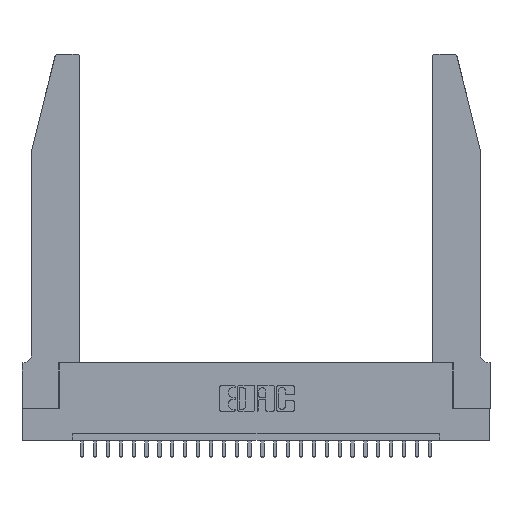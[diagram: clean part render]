
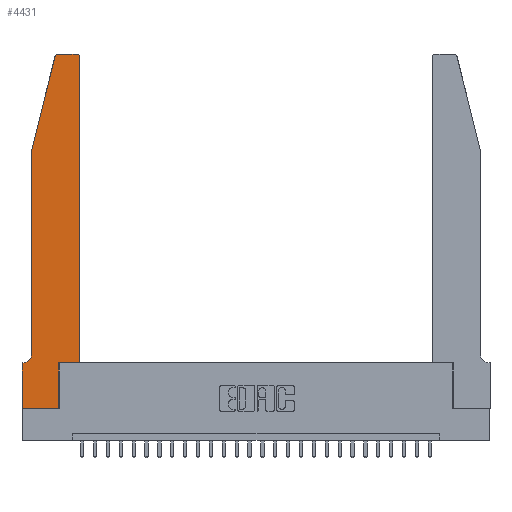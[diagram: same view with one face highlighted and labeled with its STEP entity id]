
A CAD part, top view. The second image highlights one B-rep face of the part: STEP entity #4431.
In plain terms, the highlighted planar face has unit normal (0, 0, 1).
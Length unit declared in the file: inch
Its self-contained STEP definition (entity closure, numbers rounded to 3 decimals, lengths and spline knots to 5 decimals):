
#264 = CARTESIAN_POINT ( 'NONE',  ( 0.4205, 2.75, 0.37 ) ) ;
#286 = CARTESIAN_POINT ( 'NONE',  ( 0., 0., 0.37 ) ) ;
#400 = DIRECTION ( 'NONE',  ( -1., 0., 0. ) ) ;
#500 = VERTEX_POINT ( 'NONE', #26373 ) ;
#510 = EDGE_CURVE ( 'NONE', #21427, #12150, #15619, .T. ) ;
#1998 = CIRCLE ( 'NONE', #18704, 0.07 ) ;
#2261 = ORIENTED_EDGE ( 'NONE', *, *, #21623, .T. ) ;
#3035 = CIRCLE ( 'NONE', #25506, 0.03 ) ;
#3177 = DIRECTION ( 'NONE',  ( 0., 1., 0. ) ) ;
#3514 = DIRECTION ( 'NONE',  ( 0., 0., 1. ) ) ;
#3780 = CARTESIAN_POINT ( 'NONE',  ( 0.4205, 2.72, 0.37 ) ) ;
#3894 = VECTOR ( 'NONE', #17882, 39.37008 ) ;
#4245 = DIRECTION ( 'NONE',  ( 1., 0., 0. ) ) ;
#4431 = ADVANCED_FACE ( 'NONE', ( #14502 ), #21157, .T. ) ;
#4863 = CARTESIAN_POINT ( 'NONE',  ( 0.4505, 0.35, 0.37 ) ) ;
#5244 = CARTESIAN_POINT ( 'NONE',  ( 0., 0.35, 0.37 ) ) ;
#5250 = VERTEX_POINT ( 'NONE', #18798 ) ;
#5261 = VERTEX_POINT ( 'NONE', #27322 ) ;
#5589 = DIRECTION ( 'NONE',  ( -1., 0., 0. ) ) ;
#5592 = DIRECTION ( 'NONE',  ( 1., 0., 0. ) ) ;
#5968 = DIRECTION ( 'NONE',  ( 0., 0., 1. ) ) ;
#6070 = ORIENTED_EDGE ( 'NONE', *, *, #510, .T. ) ;
#6459 = DIRECTION ( 'NONE',  ( -1., 0., 0. ) ) ;
#6868 = VERTEX_POINT ( 'NONE', #264 ) ;
#7138 = CARTESIAN_POINT ( 'NONE',  ( 0., 0., 0.37 ) ) ;
#7182 = AXIS2_PLACEMENT_3D ( 'NONE', #3780, #5968, #20871 ) ;
#7487 = EDGE_CURVE ( 'NONE', #5250, #15518, #16339, .T. ) ;
#7545 = CIRCLE ( 'NONE', #7182, 0.03 ) ;
#8421 = LINE ( 'NONE', #13934, #26367 ) ;
#8794 = DIRECTION ( 'NONE',  ( 0., 0., 1. ) ) ;
#9084 = ORIENTED_EDGE ( 'NONE', *, *, #17510, .T. ) ;
#9617 = VECTOR ( 'NONE', #4245, 39.37008 ) ;
#10584 = ORIENTED_EDGE ( 'NONE', *, *, #22182, .T. ) ;
#10633 = EDGE_CURVE ( 'NONE', #500, #5261, #15264, .T. ) ;
#10719 = CARTESIAN_POINT ( 'NONE',  ( 0.0055, 0.42, 0.37 ) ) ;
#10736 = ORIENTED_EDGE ( 'NONE', *, *, #10633, .T. ) ;
#10983 = CARTESIAN_POINT ( 'NONE',  ( 0.25487, 2.72718, 0.37 ) ) ;
#11276 = VECTOR ( 'NONE', #22042, 39.37008 ) ;
#11950 = CARTESIAN_POINT ( 'NONE',  ( 0.0755, 0.35, 0.37 ) ) ;
#12004 = CARTESIAN_POINT ( 'NONE',  ( 0.0755, 0.42, 0.37 ) ) ;
#12150 = VERTEX_POINT ( 'NONE', #12004 ) ;
#13606 = CARTESIAN_POINT ( 'NONE',  ( 0.2605, 2.75, 0.37 ) ) ;
#13765 = LINE ( 'NONE', #7138, #11276 ) ;
#13934 = CARTESIAN_POINT ( 'NONE',  ( 0.2865, 0.35, 0.37 ) ) ;
#14078 = CARTESIAN_POINT ( 'NONE',  ( 0.4505, 2.72, 0.37 ) ) ;
#14143 = VERTEX_POINT ( 'NONE', #14447 ) ;
#14447 = CARTESIAN_POINT ( 'NONE',  ( 0.0055, 0.35, 0.37 ) ) ;
#14502 = FACE_OUTER_BOUND ( 'NONE', #21368, .T. ) ;
#14508 = EDGE_CURVE ( 'NONE', #14143, #16865, #17730, .T. ) ;
#14741 = EDGE_CURVE ( 'NONE', #5261, #20429, #8421, .T. ) ;
#15098 = DIRECTION ( 'NONE',  ( 1., 0., 0. ) ) ;
#15153 = CARTESIAN_POINT ( 'NONE',  ( 0.4505, 0.35, 0.37 ) ) ;
#15264 = LINE ( 'NONE', #286, #9617 ) ;
#15275 = LINE ( 'NONE', #22558, #27351 ) ;
#15296 = LINE ( 'NONE', #13606, #20615 ) ;
#15518 = VERTEX_POINT ( 'NONE', #14078 ) ;
#15619 = LINE ( 'NONE', #17894, #16720 ) ;
#15886 = AXIS2_PLACEMENT_3D ( 'NONE', #23560, #8794, #15098 ) ;
#16252 = EDGE_CURVE ( 'NONE', #16865, #500, #13765, .T. ) ;
#16339 = LINE ( 'NONE', #4863, #3894 ) ;
#16720 = VECTOR ( 'NONE', #22234, 39.37008 ) ;
#16865 = VERTEX_POINT ( 'NONE', #5244 ) ;
#17238 = ORIENTED_EDGE ( 'NONE', *, *, #17628, .T. ) ;
#17239 = DIRECTION ( 'NONE',  ( 1., 0., 0. ) ) ;
#17424 = ORIENTED_EDGE ( 'NONE', *, *, #25089, .T. ) ;
#17510 = EDGE_CURVE ( 'NONE', #6868, #19162, #15296, .T. ) ;
#17628 = EDGE_CURVE ( 'NONE', #26812, #21427, #15275, .T. ) ;
#17730 = LINE ( 'NONE', #11950, #25742 ) ;
#17882 = DIRECTION ( 'NONE',  ( 0., 1., 0. ) ) ;
#17893 = LINE ( 'NONE', #15153, #21546 ) ;
#17894 = CARTESIAN_POINT ( 'NONE',  ( 0.0755, 2., 0.37 ) ) ;
#18113 = DIRECTION ( 'NONE',  ( -0.239, -0.971, 0. ) ) ;
#18414 = ORIENTED_EDGE ( 'NONE', *, *, #14508, .T. ) ;
#18704 = AXIS2_PLACEMENT_3D ( 'NONE', #10719, #25621, #6459 ) ;
#18798 = CARTESIAN_POINT ( 'NONE',  ( 0.4505, 0.35, 0.37 ) ) ;
#18952 = EDGE_CURVE ( 'NONE', #15518, #6868, #7545, .T. ) ;
#19162 = VERTEX_POINT ( 'NONE', #26878 ) ;
#20429 = VERTEX_POINT ( 'NONE', #21832 ) ;
#20615 = VECTOR ( 'NONE', #400, 39.37008 ) ;
#20871 = DIRECTION ( 'NONE',  ( 1., 0., 0. ) ) ;
#21157 = PLANE ( 'NONE',  #15886 ) ;
#21368 = EDGE_LOOP ( 'NONE', ( #9084, #2261, #17238, #6070, #10584, #18414, #22391, #10736, #21515, #17424, #25493, #24920 ) ) ;
#21427 = VERTEX_POINT ( 'NONE', #27584 ) ;
#21515 = ORIENTED_EDGE ( 'NONE', *, *, #14741, .T. ) ;
#21546 = VECTOR ( 'NONE', #17239, 39.37008 ) ;
#21623 = EDGE_CURVE ( 'NONE', #19162, #26812, #3035, .T. ) ;
#21832 = CARTESIAN_POINT ( 'NONE',  ( 0.2865, 0.35, 0.37 ) ) ;
#22042 = DIRECTION ( 'NONE',  ( 0., -1., 0. ) ) ;
#22182 = EDGE_CURVE ( 'NONE', #12150, #14143, #1998, .T. ) ;
#22234 = DIRECTION ( 'NONE',  ( 0., -1., 0. ) ) ;
#22391 = ORIENTED_EDGE ( 'NONE', *, *, #16252, .T. ) ;
#22558 = CARTESIAN_POINT ( 'NONE',  ( 0.0755, 2., 0.37 ) ) ;
#22656 = CARTESIAN_POINT ( 'NONE',  ( 0.284, 2.72, 0.37 ) ) ;
#23560 = CARTESIAN_POINT ( 'NONE',  ( 0., 0.35, 0.37 ) ) ;
#24920 = ORIENTED_EDGE ( 'NONE', *, *, #18952, .T. ) ;
#25089 = EDGE_CURVE ( 'NONE', #20429, #5250, #17893, .T. ) ;
#25493 = ORIENTED_EDGE ( 'NONE', *, *, #7487, .T. ) ;
#25506 = AXIS2_PLACEMENT_3D ( 'NONE', #22656, #3514, #5592 ) ;
#25621 = DIRECTION ( 'NONE',  ( 0., 0., -1. ) ) ;
#25742 = VECTOR ( 'NONE', #5589, 39.37008 ) ;
#26367 = VECTOR ( 'NONE', #3177, 39.37008 ) ;
#26373 = CARTESIAN_POINT ( 'NONE',  ( 0., 0., 0.37 ) ) ;
#26812 = VERTEX_POINT ( 'NONE', #10983 ) ;
#26878 = CARTESIAN_POINT ( 'NONE',  ( 0.284, 2.75, 0.37 ) ) ;
#27322 = CARTESIAN_POINT ( 'NONE',  ( 0.2865, 0., 0.37 ) ) ;
#27351 = VECTOR ( 'NONE', #18113, 39.37008 ) ;
#27584 = CARTESIAN_POINT ( 'NONE',  ( 0.0755, 2., 0.37 ) ) ;
